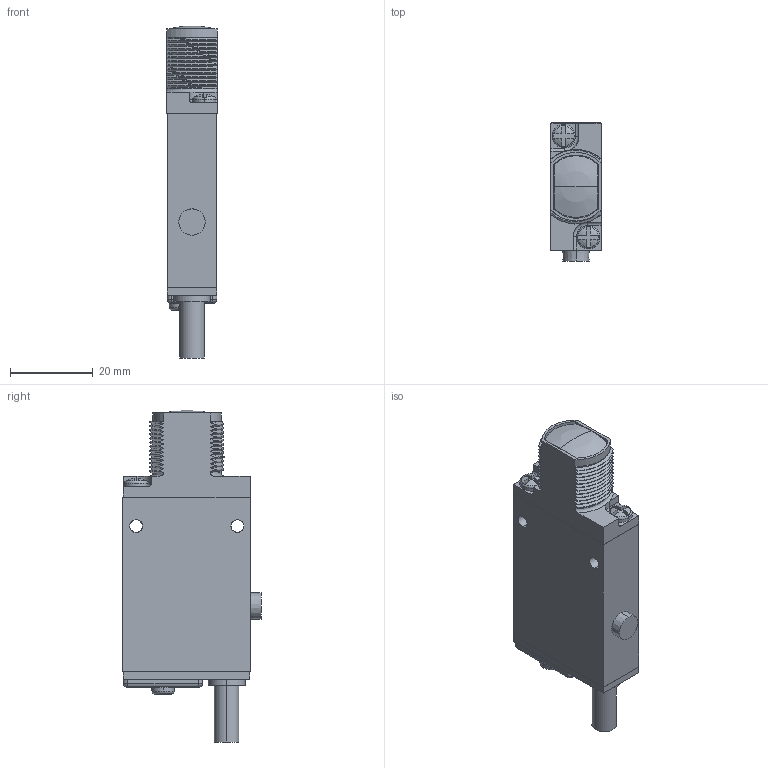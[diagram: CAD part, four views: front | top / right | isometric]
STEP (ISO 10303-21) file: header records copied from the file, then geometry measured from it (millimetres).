
FILE_DESCRIPTION((''),'2;1');
FILE_NAME('154471_SM01_ASM','2025-09-15T09:16:42',('banengservice'),('BANNER ENGINEERING'),'CREO PARAMETRIC BY PTC INC, 2022414','CREO PARAMETRIC BY PTC INC, 2022414','');
FILE_SCHEMA(('CONFIG_CONTROL_DESIGN'));
Products named in the file (3): 154471_EP01; 09460_WEB; 154471_SM01_ASM
Assembly tree (2 placements, depth 2):
  154471_SM01_ASM
    154471_EP01
    09460_WEB
Bounding box: 12.09 x 33.32 x 80.14 mm (x, y, z)
Volume: 22498.9 mm3; surface area: 7655.7 mm2
Topology: 2 solids, 2 shells, 265 faces, 717 edges, 467 vertices
Faces by surface type: bspline 85, plane 74, cylinder 70, cone 16, torus 10, sphere 10
Entity records: 12961 total; most frequent: CARTESIAN_POINT 6787, ORIENTED_EDGE 1430, DIRECTION 1016, EDGE_CURVE 715, VERTEX_POINT 467, AXIS2_PLACEMENT_3D 357, VECTOR 302, LINE 302
